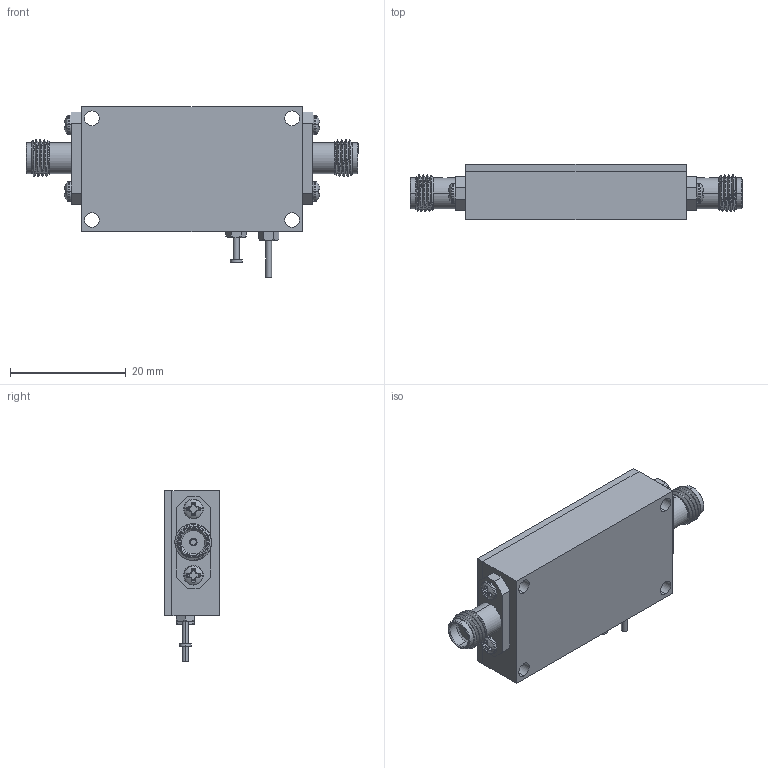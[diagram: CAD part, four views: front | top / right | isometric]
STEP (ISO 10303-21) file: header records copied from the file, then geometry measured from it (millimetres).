
FILE_DESCRIPTION (( 'STEP AP203' ), '1' );
FILE_NAME ('PE15A1009.step', '2018-06-04T20:49:23', ( '' ), ( '' ), 'SwSTEP 2.0', 'SolidWorks 2017', '' );
FILE_SCHEMA (( 'CONFIG_CONTROL_DESIGN' ));
Length unit declared in the file: inch
Products named in the file (1): PE15A1009
Bounding box: 57.25 x 9.6 x 29.46 mm (x, y, z)
Volume: 8299.9 mm3; surface area: 4829.6 mm2
Topology: 17 solids, 17 shells, 1378 faces, 3677 edges, 2410 vertices
Faces by surface type: plane 650, cylinder 289, bspline 257, cone 158, torus 16, sphere 8
Entity records: 65450 total; most frequent: CARTESIAN_POINT 34033, ORIENTED_EDGE 7306, DIRECTION 5291, EDGE_CURVE 3653, VERTEX_POINT 2410, VECTOR 1939, LINE 1939, AXIS2_PLACEMENT_3D 1676
